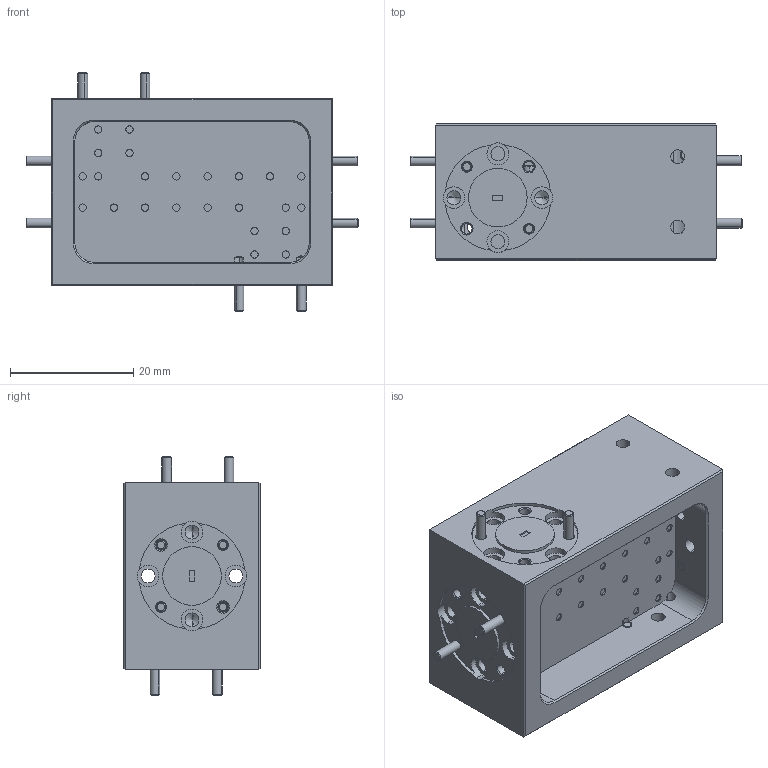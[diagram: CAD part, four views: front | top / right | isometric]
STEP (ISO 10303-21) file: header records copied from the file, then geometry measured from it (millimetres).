
FILE_DESCRIPTION (( 'STEP AP203' ), '1' );
FILE_NAME ('SWD-XX25H-06-DB-C-1.8.STEP', '2022-08-15T18:17:38', ( '' ), ( '' ), 'SwSTEP 2.0', 'SolidWorks 2021', '' );
FILE_SCHEMA (( 'CONFIG_CONTROL_DESIGN' ));
Length unit declared in the file: inch
Products named in the file (1): SWD-XX25H-06-DB-C-1.8
Bounding box: 53.98 x 22.16 x 38.73 mm (x, y, z)
Volume: 16296.9 mm3; surface area: 10988.3 mm2
Topology: 43 solids, 43 shells, 1393 faces, 2839 edges, 1668 vertices
Faces by surface type: plane 500, cone 469, cylinder 424
Entity records: 37203 total; most frequent: CARTESIAN_POINT 7458, DIRECTION 6676, ORIENTED_EDGE 5646, EDGE_CURVE 2823, AXIS2_PLACEMENT_3D 2722, VERTEX_POINT 1668, EDGE_LOOP 1601, ADVANCED_FACE 1393
